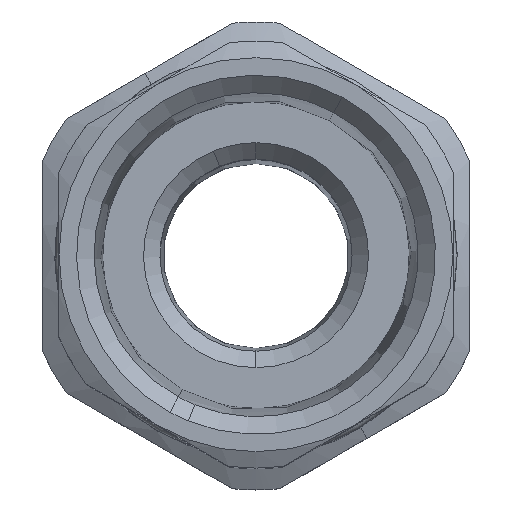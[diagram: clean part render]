
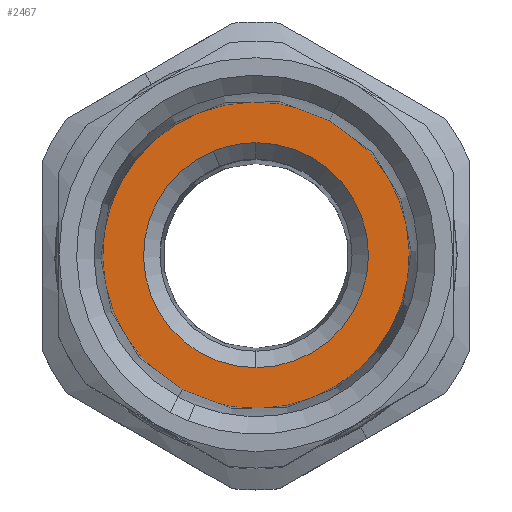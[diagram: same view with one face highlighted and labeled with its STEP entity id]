
A CAD part, top view. The second image highlights one B-rep face of the part: STEP entity #2467.
In plain terms, the highlighted planar face has unit normal (0, 0, 1).
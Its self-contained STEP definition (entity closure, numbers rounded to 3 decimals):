
#2293=AXIS2_PLACEMENT_3D('Circle Axis2P3D',#2291,#2292,$) ;
#2318=AXIS2_PLACEMENT_3D('Circle Axis2P3D',#2316,#2317,$) ;
#2435=AXIS2_PLACEMENT_3D('Plane Axis2P3D',#2432,#2433,#2434) ;
#2443=AXIS2_PLACEMENT_3D('Circle Axis2P3D',#2441,#2442,$) ;
#2452=AXIS2_PLACEMENT_3D('Circle Axis2P3D',#2450,#2451,$) ;
#2459=AXIS2_PLACEMENT_3D('Circle Axis2P3D',#2457,#2458,$) ;
#2288=CARTESIAN_POINT('Vertex',(17.478,22.447,47.75)) ;
#2291=CARTESIAN_POINT('Axis2P3D Location',(13.,14.25,47.75)) ;
#2295=CARTESIAN_POINT('Vertex',(8.522,6.053,47.75)) ;
#2316=CARTESIAN_POINT('Axis2P3D Location',(13.,14.25,47.75)) ;
#2432=CARTESIAN_POINT('Axis2P3D Location',(13.,14.25,47.75)) ;
#2441=CARTESIAN_POINT('Axis2P3D Location',(13.,14.25,47.75)) ;
#2445=CARTESIAN_POINT('Vertex',(13.,7.4,47.75)) ;
#2447=CARTESIAN_POINT('Vertex',(10.413,20.593,47.75)) ;
#2450=CARTESIAN_POINT('Axis2P3D Location',(13.,14.25,47.75)) ;
#2454=CARTESIAN_POINT('Vertex',(13.,21.1,47.75)) ;
#2457=CARTESIAN_POINT('Axis2P3D Location',(13.,14.25,47.75)) ;
#2292=DIRECTION('Axis2P3D Direction',(0.,0.,1.)) ;
#2317=DIRECTION('Axis2P3D Direction',(0.,0.,1.)) ;
#2433=DIRECTION('Axis2P3D Direction',(0.,0.,-1.)) ;
#2434=DIRECTION('Axis2P3D XDirection',(0.,-1.,0.)) ;
#2442=DIRECTION('Axis2P3D Direction',(0.,0.,-1.)) ;
#2451=DIRECTION('Axis2P3D Direction',(0.,0.,-1.)) ;
#2458=DIRECTION('Axis2P3D Direction',(0.,0.,-1.)) ;
#2438=ORIENTED_EDGE('',*,*,#2297,.F.) ;
#2439=ORIENTED_EDGE('',*,*,#2320,.F.) ;
#2463=ORIENTED_EDGE('',*,*,#2449,.T.) ;
#2464=ORIENTED_EDGE('',*,*,#2456,.T.) ;
#2465=ORIENTED_EDGE('',*,*,#2461,.T.) ;
#2466=FACE_BOUND('',#2462,.T.) ;
#2467=ADVANCED_FACE('Part1.1\\Koerper.2',(#2440,#2466),#2436,.F.) ;
#2294=CIRCLE('generated circle',#2293,9.341) ;
#2319=CIRCLE('generated circle',#2318,9.341) ;
#2444=CIRCLE('generated circle',#2443,6.85) ;
#2453=CIRCLE('generated circle',#2452,6.85) ;
#2460=CIRCLE('generated circle',#2459,6.85) ;
#2297=EDGE_CURVE('',#2289,#2296,#2294,.F.) ;
#2320=EDGE_CURVE('',#2296,#2289,#2319,.F.) ;
#2449=EDGE_CURVE('',#2446,#2448,#2444,.T.) ;
#2456=EDGE_CURVE('',#2448,#2455,#2453,.T.) ;
#2461=EDGE_CURVE('',#2455,#2446,#2460,.T.) ;
#2437=EDGE_LOOP('',(#2438,#2439)) ;
#2462=EDGE_LOOP('',(#2463,#2464,#2465)) ;
#2440=FACE_OUTER_BOUND('',#2437,.T.) ;
#2436=PLANE('',#2435) ;
#2289=VERTEX_POINT('',#2288) ;
#2296=VERTEX_POINT('',#2295) ;
#2446=VERTEX_POINT('',#2445) ;
#2448=VERTEX_POINT('',#2447) ;
#2455=VERTEX_POINT('',#2454) ;
